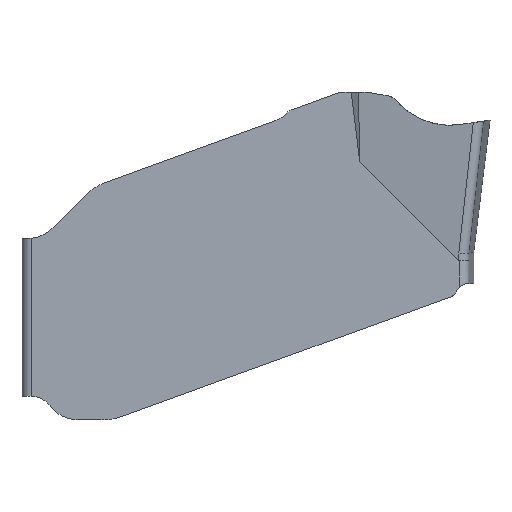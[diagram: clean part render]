
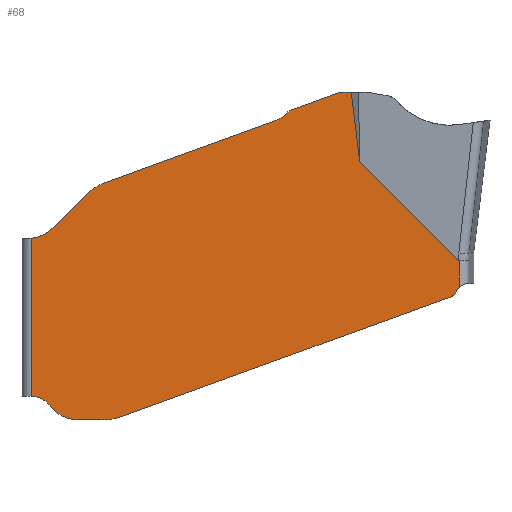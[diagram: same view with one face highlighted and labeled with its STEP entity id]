
A CAD part, left-side view. The second image highlights one B-rep face of the part: STEP entity #68.
In plain terms, the highlighted planar face has unit normal (-1, 0, 0).
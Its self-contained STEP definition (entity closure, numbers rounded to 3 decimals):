
#68=ADVANCED_FACE('',(#132),#111,.F.);
#111=PLANE('',#948);
#132=FACE_OUTER_BOUND('',#176,.T.);
#176=EDGE_LOOP('',(#323,#324,#325,#326,#327,#328,#329,#330,#331,#332,#333,
#334,#335,#336,#337,#338,#339,#340,#341,#342,#343,#344,#345,#346,#347,#348));
#223=CIRCLE('',#935,0.3);
#224=CIRCLE('',#937,0.2);
#225=CIRCLE('',#938,0.25);
#226=CIRCLE('',#939,0.545);
#227=CIRCLE('',#940,1.);
#228=CIRCLE('',#942,0.8);
#229=CIRCLE('',#943,0.5);
#230=CIRCLE('',#944,0.75);
#231=CIRCLE('',#946,1.);
#232=CIRCLE('',#947,0.1);
#244=ELLIPSE('',#936,3.287,0.2);
#245=ELLIPSE('',#941,1.32,1.);
#246=ELLIPSE('',#945,1.46,1.);
#323=ORIENTED_EDGE('',*,*,#647,.T.);
#324=ORIENTED_EDGE('',*,*,#648,.T.);
#325=ORIENTED_EDGE('',*,*,#649,.T.);
#326=ORIENTED_EDGE('',*,*,#623,.T.);
#327=ORIENTED_EDGE('',*,*,#626,.T.);
#328=ORIENTED_EDGE('',*,*,#650,.F.);
#329=ORIENTED_EDGE('',*,*,#651,.F.);
#330=ORIENTED_EDGE('',*,*,#652,.F.);
#331=ORIENTED_EDGE('',*,*,#653,.F.);
#332=ORIENTED_EDGE('',*,*,#654,.F.);
#333=ORIENTED_EDGE('',*,*,#655,.F.);
#334=ORIENTED_EDGE('',*,*,#656,.F.);
#335=ORIENTED_EDGE('',*,*,#657,.F.);
#336=ORIENTED_EDGE('',*,*,#658,.F.);
#337=ORIENTED_EDGE('',*,*,#659,.F.);
#338=ORIENTED_EDGE('',*,*,#660,.F.);
#339=ORIENTED_EDGE('',*,*,#632,.T.);
#340=ORIENTED_EDGE('',*,*,#661,.T.);
#341=ORIENTED_EDGE('',*,*,#662,.T.);
#342=ORIENTED_EDGE('',*,*,#663,.T.);
#343=ORIENTED_EDGE('',*,*,#664,.T.);
#344=ORIENTED_EDGE('',*,*,#665,.T.);
#345=ORIENTED_EDGE('',*,*,#666,.T.);
#346=ORIENTED_EDGE('',*,*,#667,.T.);
#347=ORIENTED_EDGE('',*,*,#668,.T.);
#348=ORIENTED_EDGE('',*,*,#669,.T.);
#533=VERTEX_POINT('',#1408);
#540=VERTEX_POINT('',#1433);
#541=VERTEX_POINT('',#1439);
#546=VERTEX_POINT('',#1452);
#547=VERTEX_POINT('',#1454);
#560=VERTEX_POINT('',#1494);
#561=VERTEX_POINT('',#1495);
#562=VERTEX_POINT('',#1497);
#563=VERTEX_POINT('',#1500);
#564=VERTEX_POINT('',#1502);
#565=VERTEX_POINT('',#1504);
#566=VERTEX_POINT('',#1506);
#567=VERTEX_POINT('',#1508);
#568=VERTEX_POINT('',#1510);
#569=VERTEX_POINT('',#1512);
#570=VERTEX_POINT('',#1517);
#571=VERTEX_POINT('',#1519);
#572=VERTEX_POINT('',#1521);
#573=VERTEX_POINT('',#1524);
#574=VERTEX_POINT('',#1526);
#575=VERTEX_POINT('',#1528);
#576=VERTEX_POINT('',#1530);
#577=VERTEX_POINT('',#1535);
#578=VERTEX_POINT('',#1537);
#579=VERTEX_POINT('',#1539);
#580=VERTEX_POINT('',#1541);
#623=EDGE_CURVE('',#533,#540,#728,.T.);
#626=EDGE_CURVE('',#540,#541,#731,.T.);
#632=EDGE_CURVE('',#547,#546,#736,.T.);
#647=EDGE_CURVE('',#560,#561,#223,.T.);
#648=EDGE_CURVE('',#561,#562,#745,.T.);
#649=EDGE_CURVE('',#562,#533,#244,.T.);
#650=EDGE_CURVE('',#563,#541,#746,.T.);
#651=EDGE_CURVE('',#564,#563,#224,.T.);
#652=EDGE_CURVE('',#565,#564,#747,.T.);
#653=EDGE_CURVE('',#566,#565,#225,.T.);
#654=EDGE_CURVE('',#567,#566,#226,.T.);
#655=EDGE_CURVE('',#568,#567,#748,.T.);
#656=EDGE_CURVE('',#569,#568,#227,.T.);
#657=EDGE_CURVE('',#570,#569,#862,.T.);
#658=EDGE_CURVE('',#571,#570,#245,.T.);
#659=EDGE_CURVE('',#572,#571,#749,.T.);
#660=EDGE_CURVE('',#547,#572,#228,.T.);
#661=EDGE_CURVE('',#546,#573,#229,.T.);
#662=EDGE_CURVE('',#573,#574,#230,.T.);
#663=EDGE_CURVE('',#574,#575,#750,.T.);
#664=EDGE_CURVE('',#575,#576,#246,.T.);
#665=EDGE_CURVE('',#576,#577,#863,.T.);
#666=EDGE_CURVE('',#577,#578,#231,.T.);
#667=EDGE_CURVE('',#578,#579,#751,.T.);
#668=EDGE_CURVE('',#579,#580,#232,.T.);
#669=EDGE_CURVE('',#580,#560,#752,.T.);
#728=LINE('',#1434,#799);
#731=LINE('',#1440,#802);
#736=LINE('',#1453,#807);
#745=LINE('',#1496,#816);
#746=LINE('',#1499,#817);
#747=LINE('',#1503,#818);
#748=LINE('',#1509,#819);
#749=LINE('',#1520,#820);
#750=LINE('',#1527,#821);
#751=LINE('',#1538,#822);
#752=LINE('',#1542,#823);
#799=VECTOR('',#1050,1.);
#802=VECTOR('',#1057,1.);
#807=VECTOR('',#1068,1.);
#816=VECTOR('',#1093,1.);
#817=VECTOR('',#1096,1.);
#818=VECTOR('',#1099,1.);
#819=VECTOR('',#1104,1.);
#820=VECTOR('',#1109,1.);
#821=VECTOR('',#1116,1.);
#822=VECTOR('',#1121,1.);
#823=VECTOR('',#1124,1.);
#862=B_SPLINE_CURVE_WITH_KNOTS('',3,(#1513,#1514,#1515,#1516),
 .UNSPECIFIED.,.F.,.F.,(4,4),(0.,1.),.UNSPECIFIED.);
#863=B_SPLINE_CURVE_WITH_KNOTS('',3,(#1531,#1532,#1533,#1534),
 .UNSPECIFIED.,.F.,.F.,(4,4),(0.,1.),.UNSPECIFIED.);
#935=AXIS2_PLACEMENT_3D('',#1493,#1091,#1092);
#936=AXIS2_PLACEMENT_3D('',#1498,#1094,#1095);
#937=AXIS2_PLACEMENT_3D('',#1501,#1097,#1098);
#938=AXIS2_PLACEMENT_3D('',#1505,#1100,#1101);
#939=AXIS2_PLACEMENT_3D('',#1507,#1102,#1103);
#940=AXIS2_PLACEMENT_3D('',#1511,#1105,#1106);
#941=AXIS2_PLACEMENT_3D('',#1518,#1107,#1108);
#942=AXIS2_PLACEMENT_3D('',#1522,#1110,#1111);
#943=AXIS2_PLACEMENT_3D('',#1523,#1112,#1113);
#944=AXIS2_PLACEMENT_3D('',#1525,#1114,#1115);
#945=AXIS2_PLACEMENT_3D('',#1529,#1117,#1118);
#946=AXIS2_PLACEMENT_3D('',#1536,#1119,#1120);
#947=AXIS2_PLACEMENT_3D('',#1540,#1122,#1123);
#948=AXIS2_PLACEMENT_3D('',#1543,#1125,#1126);
#1050=DIRECTION('',(0.,0.708,0.706));
#1057=DIRECTION('',(0.,0.121,0.993));
#1068=DIRECTION('',(0.,0.,-1.));
#1091=DIRECTION('',(1.,0.,0.));
#1092=DIRECTION('',(0.,0.,-1.));
#1093=DIRECTION('',(0.,0.,1.));
#1094=DIRECTION('',(1.,0.,0.));
#1095=DIRECTION('',(0.,0.005,1.));
#1096=DIRECTION('',(0.,-1.,0.));
#1097=DIRECTION('',(1.,0.,0.));
#1098=DIRECTION('',(0.,0.,-1.));
#1099=DIRECTION('',(0.,-0.94,0.342));
#1100=DIRECTION('',(1.,0.,0.));
#1101=DIRECTION('',(0.,0.,-1.));
#1102=DIRECTION('',(-1.,0.,0.));
#1103=DIRECTION('',(0.,0.,-1.));
#1104=DIRECTION('',(0.,-0.94,0.342));
#1105=DIRECTION('',(1.,0.,0.));
#1106=DIRECTION('',(0.,0.,-1.));
#1107=DIRECTION('',(1.,0.,0.));
#1108=DIRECTION('',(0.,0.707,-0.707));
#1109=DIRECTION('',(0.,-0.707,0.707));
#1110=DIRECTION('',(-1.,0.,0.));
#1111=DIRECTION('',(0.,0.,-1.));
#1112=DIRECTION('',(1.,0.,0.));
#1113=DIRECTION('',(0.,0.,-1.));
#1114=DIRECTION('',(-1.,0.,0.));
#1115=DIRECTION('',(0.,0.,-1.));
#1116=DIRECTION('',(0.,-1.,0.));
#1117=DIRECTION('',(-1.,0.,0.));
#1118=DIRECTION('',(0.,-1.,0.));
#1119=DIRECTION('',(-1.,0.,0.));
#1120=DIRECTION('',(0.,0.,-1.));
#1121=DIRECTION('',(0.,-0.94,0.342));
#1122=DIRECTION('',(-1.,0.,0.));
#1123=DIRECTION('',(0.,0.,-1.));
#1124=DIRECTION('',(0.,-0.5,0.866));
#1125=DIRECTION('',(1.,0.,0.));
#1126=DIRECTION('',(0.,0.,-1.));
#1408=CARTESIAN_POINT('',(-0.8,-4.334,-2.993));
#1433=CARTESIAN_POINT('',(-0.8,-2.216,-0.878));
#1434=CARTESIAN_POINT('',(-0.8,-0.667,0.668));
#1439=CARTESIAN_POINT('',(-0.8,-2.035,0.6));
#1440=CARTESIAN_POINT('',(-0.8,-2.077,0.254));
#1452=CARTESIAN_POINT('',(-0.8,4.8,-5.9));
#1453=CARTESIAN_POINT('',(-0.8,4.8,-7.9));
#1454=CARTESIAN_POINT('',(-0.8,4.8,-2.524));
#1493=CARTESIAN_POINT('',(-0.8,-4.55,-3.789));
#1494=CARTESIAN_POINT('',(-0.8,-4.29,-3.639));
#1495=CARTESIAN_POINT('',(-0.8,-4.347,-3.568));
#1496=CARTESIAN_POINT('',(-0.8,-4.347,-3.188));
#1497=CARTESIAN_POINT('',(-0.8,-4.347,-2.999));
#1498=CARTESIAN_POINT('',(-0.8,-4.329,0.288));
#1499=CARTESIAN_POINT('',(-0.8,0.,0.6));
#1500=CARTESIAN_POINT('',(-0.8,-1.835,0.6));
#1501=CARTESIAN_POINT('',(-0.8,-1.835,0.4));
#1502=CARTESIAN_POINT('',(-0.8,-1.766,0.588));
#1503=CARTESIAN_POINT('',(-0.8,-0.018,-0.048));
#1504=CARTESIAN_POINT('',(-0.8,-0.755,0.22));
#1505=CARTESIAN_POINT('',(-0.8,-0.84,-0.015));
#1506=CARTESIAN_POINT('',(-0.8,-0.652,0.149));
#1507=CARTESIAN_POINT('',(-0.8,-0.24,0.506));
#1508=CARTESIAN_POINT('',(-0.8,-0.426,-0.006));
#1509=CARTESIAN_POINT('',(-0.8,-0.052,-0.142));
#1510=CARTESIAN_POINT('',(-0.8,3.251,-1.344));
#1511=CARTESIAN_POINT('',(-0.8,2.909,-2.284));
#1512=CARTESIAN_POINT('',(-0.8,3.424,-1.427));
#1513=CARTESIAN_POINT('',(-0.8,3.478,-1.463));
#1514=CARTESIAN_POINT('',(-0.8,3.46,-1.45));
#1515=CARTESIAN_POINT('',(-0.8,3.442,-1.438));
#1516=CARTESIAN_POINT('',(-0.8,3.424,-1.427));
#1517=CARTESIAN_POINT('',(-0.8,3.478,-1.463));
#1518=CARTESIAN_POINT('',(-0.8,2.955,-2.331));
#1519=CARTESIAN_POINT('',(-0.8,3.662,-1.623));
#1520=CARTESIAN_POINT('',(-0.8,1.019,1.019));
#1521=CARTESIAN_POINT('',(-0.8,4.334,-2.296));
#1522=CARTESIAN_POINT('',(-0.8,4.9,-1.73));
#1523=CARTESIAN_POINT('',(-0.8,4.8,-6.4));
#1524=CARTESIAN_POINT('',(-0.8,4.4,-6.1));
#1525=CARTESIAN_POINT('',(-0.8,3.8,-5.65));
#1526=CARTESIAN_POINT('',(-0.8,3.8,-6.4));
#1527=CARTESIAN_POINT('',(-0.8,0.,-6.4));
#1528=CARTESIAN_POINT('',(-0.8,3.314,-6.4));
#1529=CARTESIAN_POINT('',(-0.8,3.314,-5.4));
#1530=CARTESIAN_POINT('',(-0.8,3.08,-6.387));
#1531=CARTESIAN_POINT('',(-0.8,3.08,-6.387));
#1532=CARTESIAN_POINT('',(-0.8,3.062,-6.385));
#1533=CARTESIAN_POINT('',(-0.8,3.044,-6.382));
#1534=CARTESIAN_POINT('',(-0.8,3.025,-6.378));
#1535=CARTESIAN_POINT('',(-0.8,3.025,-6.378));
#1536=CARTESIAN_POINT('',(-0.8,3.233,-5.4));
#1537=CARTESIAN_POINT('',(-0.8,2.891,-6.34));
#1538=CARTESIAN_POINT('',(-0.8,-1.699,-4.669));
#1539=CARTESIAN_POINT('',(-0.8,-4.192,-3.762));
#1540=CARTESIAN_POINT('',(-0.8,-4.158,-3.668));
#1541=CARTESIAN_POINT('',(-0.8,-4.245,-3.718));
#1542=CARTESIAN_POINT('',(-0.8,-4.793,-2.767));
#1543=CARTESIAN_POINT('',(-0.8,0.,0.));
